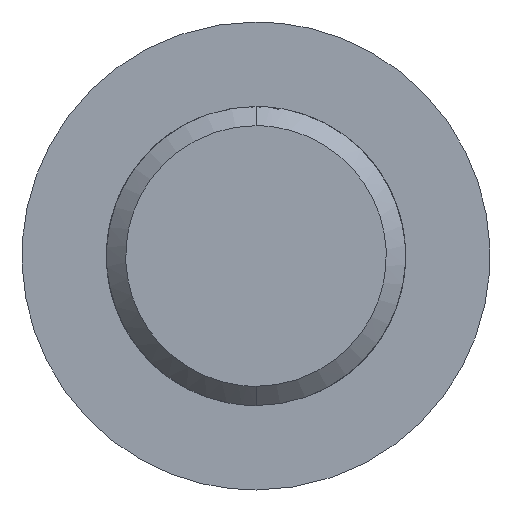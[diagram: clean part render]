
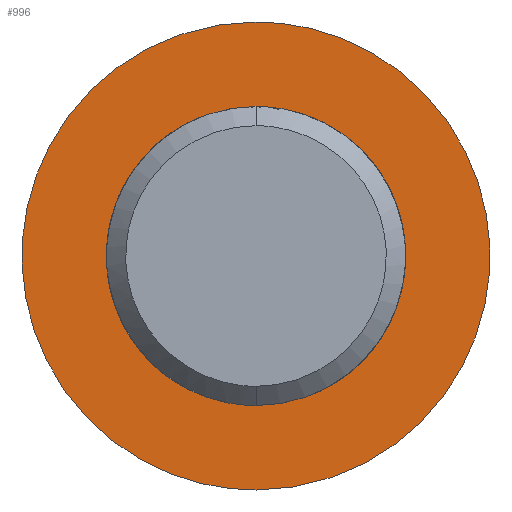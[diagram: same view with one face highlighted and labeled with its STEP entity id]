
A CAD part, left-side view. The second image highlights one B-rep face of the part: STEP entity #996.
In plain terms, the highlighted free-form (B-spline) face has degree [1, 1] with [2, 2] control points.
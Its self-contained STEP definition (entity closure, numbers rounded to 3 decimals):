
#332 = VERTEX_POINT('',#333);
#333 = CARTESIAN_POINT('',(61.332,0.,
    -19.65));
#338 = EDGE_CURVE('',#339,#332,#341,.T.);
#339 = VERTEX_POINT('',#340);
#340 = CARTESIAN_POINT('',(61.332,0.,19.65));
#341 = ( BOUNDED_CURVE() B_SPLINE_CURVE(2,(#342,#343,#344,#345,#346),
.UNSPECIFIED.,.F.,.F.) B_SPLINE_CURVE_WITH_KNOTS((3,2,3),(0.,
1.571,3.142),.PIECEWISE_BEZIER_KNOTS.) CURVE() 
GEOMETRIC_REPRESENTATION_ITEM() RATIONAL_B_SPLINE_CURVE((1.,
0.707,1.,0.707,1.)) REPRESENTATION_ITEM('') );
#342 = CARTESIAN_POINT('',(61.332,0.,19.65));
#343 = CARTESIAN_POINT('',(61.332,19.65,
    19.65));
#344 = CARTESIAN_POINT('',(61.332,19.65,
    0.));
#345 = CARTESIAN_POINT('',(61.332,19.65,
    -19.65));
#346 = CARTESIAN_POINT('',(61.332,0.,
    -19.65));
#627 = EDGE_CURVE('',#628,#630,#632,.T.);
#628 = VERTEX_POINT('',#629);
#629 = CARTESIAN_POINT('',(61.332,0.,12.56));
#630 = VERTEX_POINT('',#631);
#631 = CARTESIAN_POINT('',(61.332,0.,
    -12.56));
#632 = ( BOUNDED_CURVE() B_SPLINE_CURVE(2,(#633,#634,#635,#636,#637),
.UNSPECIFIED.,.F.,.F.) B_SPLINE_CURVE_WITH_KNOTS((3,2,3),(0.,
1.571,3.142),.PIECEWISE_BEZIER_KNOTS.) CURVE() 
GEOMETRIC_REPRESENTATION_ITEM() RATIONAL_B_SPLINE_CURVE((1.,
0.707,1.,0.707,1.)) REPRESENTATION_ITEM('') );
#633 = CARTESIAN_POINT('',(61.332,0.,12.56));
#634 = CARTESIAN_POINT('',(61.332,12.56,
    12.56));
#635 = CARTESIAN_POINT('',(61.332,12.56,
    0.));
#636 = CARTESIAN_POINT('',(61.332,12.56,
    -12.56));
#637 = CARTESIAN_POINT('',(61.332,0.,
    -12.56));
#791 = EDGE_CURVE('',#630,#628,#792,.T.);
#792 = ( BOUNDED_CURVE() B_SPLINE_CURVE(2,(#793,#794,#795,#796,#797),
.UNSPECIFIED.,.F.,.F.) B_SPLINE_CURVE_WITH_KNOTS((3,2,3),(3.142,
4.712,6.283),.PIECEWISE_BEZIER_KNOTS.) CURVE() 
GEOMETRIC_REPRESENTATION_ITEM() RATIONAL_B_SPLINE_CURVE((1.,
0.707,1.,0.707,1.)) REPRESENTATION_ITEM('') );
#793 = CARTESIAN_POINT('',(61.332,0.,
    -12.56));
#794 = CARTESIAN_POINT('',(61.332,-12.56,
    -12.56));
#795 = CARTESIAN_POINT('',(61.332,-12.56,
    0.));
#796 = CARTESIAN_POINT('',(61.332,-12.56,
    12.56));
#797 = CARTESIAN_POINT('',(61.332,0.,
    12.56));
#978 = EDGE_CURVE('',#332,#339,#979,.T.);
#979 = ( BOUNDED_CURVE() B_SPLINE_CURVE(2,(#980,#981,#982,#983,#984),
.UNSPECIFIED.,.F.,.F.) B_SPLINE_CURVE_WITH_KNOTS((3,2,3),(3.142,
4.712,6.283),.PIECEWISE_BEZIER_KNOTS.) CURVE() 
GEOMETRIC_REPRESENTATION_ITEM() RATIONAL_B_SPLINE_CURVE((1.,
0.707,1.,0.707,1.)) REPRESENTATION_ITEM('') );
#980 = CARTESIAN_POINT('',(61.332,0.,
    -19.65));
#981 = CARTESIAN_POINT('',(61.332,-19.65,
    -19.65));
#982 = CARTESIAN_POINT('',(61.332,-19.65,
    0.));
#983 = CARTESIAN_POINT('',(61.332,-19.65,
    19.65));
#984 = CARTESIAN_POINT('',(61.332,0.,
    19.65));
#996 = ADVANCED_FACE('',(#997,#1001),#1005,.F.);
#997 = FACE_BOUND('',#998,.T.);
#998 = EDGE_LOOP('',(#999,#1000));
#999 = ORIENTED_EDGE('',*,*,#627,.F.);
#1000 = ORIENTED_EDGE('',*,*,#791,.F.);
#1001 = FACE_BOUND('',#1002,.T.);
#1002 = EDGE_LOOP('',(#1003,#1004));
#1003 = ORIENTED_EDGE('',*,*,#338,.T.);
#1004 = ORIENTED_EDGE('',*,*,#978,.T.);
#1005 = B_SPLINE_SURFACE_WITH_KNOTS('',1,1,(
    (#1006,#1007)
    ,(#1008,#1009
  )),.UNSPECIFIED.,.F.,.F.,.F.,(2,2),(2,2),(-24.25,24.25),(-48.5,0.),
  .PIECEWISE_BEZIER_KNOTS.);
#1006 = CARTESIAN_POINT('',(61.332,-19.65,
    19.65));
#1007 = CARTESIAN_POINT('',(61.332,19.65,
    19.65));
#1008 = CARTESIAN_POINT('',(61.332,-19.65,
    -19.65));
#1009 = CARTESIAN_POINT('',(61.332,19.65,
    -19.65));
